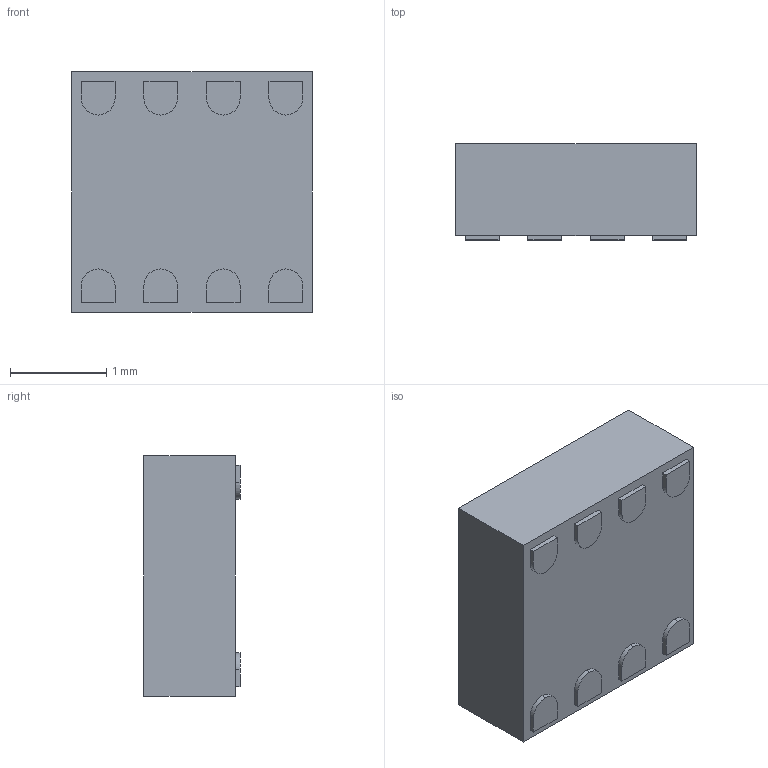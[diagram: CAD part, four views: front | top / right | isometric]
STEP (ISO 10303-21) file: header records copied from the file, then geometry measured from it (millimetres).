
FILE_DESCRIPTION (( 'STEP AP214' ), '1' );
FILE_NAME ( 'PSON8RP65_250X250X100L35X35R.step', '2019-08-21T15:48:05', ( '' ), ( '' ), 'Part was generated with the free Library Expert Lite available at www.PCBLibraries.com. Removing line will violate the End User License Agreement.', '©2017 PCB Libraries, Inc.', '' );
FILE_SCHEMA (( 'AUTOMOTIVE_DESIGN' ));
Length unit declared in the file: millimetre
Products named in the file (1): PSON8RP65_250X250X100L35X35R
Bounding box: 2.5 x 1 x 2.5 mm (x, y, z)
Volume: 6 mm3; surface area: 24.3 mm2
Topology: 9 solids, 9 shells, 65 faces, 138 edges, 92 vertices
Faces by surface type: plane 47, cylinder 16, torus 2
Entity records: 2055 total; most frequent: DIRECTION 308, CARTESIAN_POINT 296, ORIENTED_EDGE 276, EDGE_CURVE 138, AXIS2_PLACEMENT_3D 104, VECTOR 100, LINE 100, VERTEX_POINT 92
